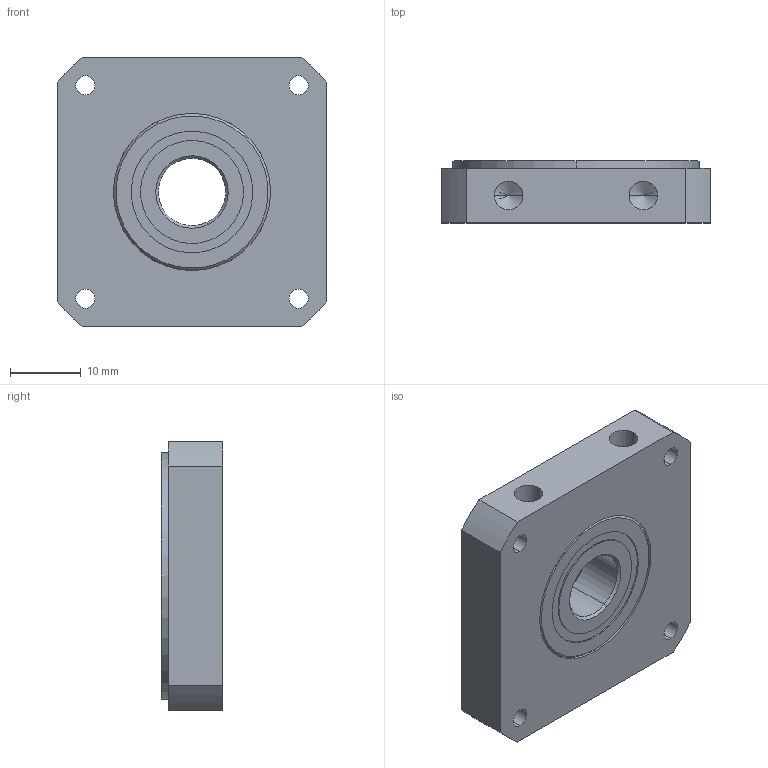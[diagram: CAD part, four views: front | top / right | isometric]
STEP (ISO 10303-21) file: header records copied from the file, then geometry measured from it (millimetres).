
FILE_DESCRIPTION (( 'STEP AP214' ), '1' );
FILE_NAME ('am-2881 P60 bearing block 375.STEP', '2019-02-25T20:09:44', ( '' ), ( '' ), 'SwSTEP 2.0', 'SolidWorks 2018', '' );
FILE_SCHEMA (( 'AUTOMOTIVE_DESIGN' ));
Length unit declared in the file: millimetre
Products named in the file (3): P60 375 bearing block; am-2881 P60 bearing block 375; R6ZZ Bearing McM 60355K450_60355K45
Assembly tree (2 placements, depth 2):
  am-2881 P60 bearing block 375
    P60 375 bearing block
    R6ZZ Bearing McM 60355K450_60355K45
Bounding box: 38.1 x 8.76 x 38.1 mm (x, y, z)
Volume: 10027.1 mm3; surface area: 7771.9 mm2
Topology: 15 solids, 15 shells, 104 faces, 260 edges, 164 vertices
Faces by surface type: cylinder 46, sphere 20, cone 16, plane 16, torus 6
Entity records: 3355 total; most frequent: DIRECTION 548, CARTESIAN_POINT 445, ORIENTED_EDGE 404, AXIS2_PLACEMENT_3D 237, EDGE_CURVE 202, VERTEX_POINT 134, EDGE_LOOP 128, CIRCLE 128
